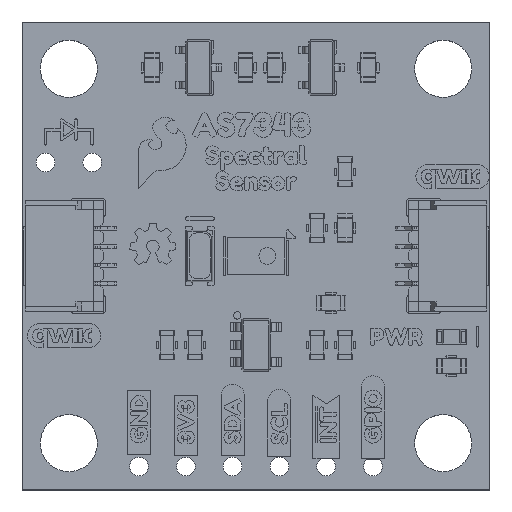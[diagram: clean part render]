
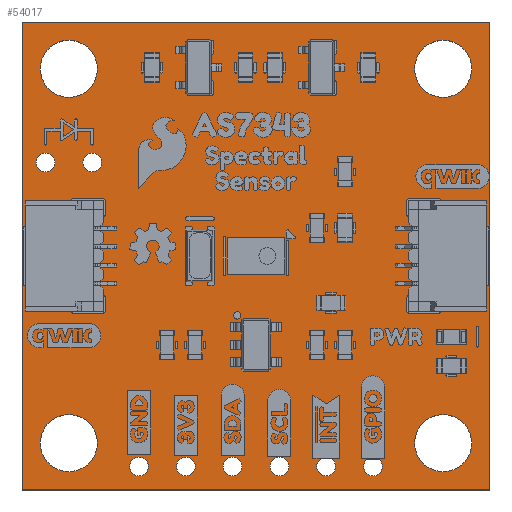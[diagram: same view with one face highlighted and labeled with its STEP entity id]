
A CAD part, top view. The second image highlights one B-rep face of the part: STEP entity #54017.
In plain terms, the highlighted planar face has unit normal (0, 0, 1).
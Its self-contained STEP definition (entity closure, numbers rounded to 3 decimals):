
#54017 = ADVANCED_FACE('',(#54018,#54052,#54063,#54074,#54085,#54096,
    #54107,#54118,#54129,#54140,#54151,#54162,#54173),#54184,.T.);
#54018 = FACE_BOUND('',#54019,.F.);
#54019 = EDGE_LOOP('',(#54020,#54030,#54038,#54046));
#54020 = ORIENTED_EDGE('',*,*,#54021,.T.);
#54021 = EDGE_CURVE('',#54022,#54024,#54026,.T.);
#54022 = VERTEX_POINT('',#54023);
#54023 = CARTESIAN_POINT('',(-12.7,-12.7,1.56));
#54024 = VERTEX_POINT('',#54025);
#54025 = CARTESIAN_POINT('',(-12.7,12.7,1.56));
#54026 = LINE('',#54027,#54028);
#54027 = CARTESIAN_POINT('',(-12.7,-12.7,1.56));
#54028 = VECTOR('',#54029,1.);
#54029 = DIRECTION('',(0.,1.,0.));
#54030 = ORIENTED_EDGE('',*,*,#54031,.T.);
#54031 = EDGE_CURVE('',#54024,#54032,#54034,.T.);
#54032 = VERTEX_POINT('',#54033);
#54033 = CARTESIAN_POINT('',(12.7,12.7,1.56));
#54034 = LINE('',#54035,#54036);
#54035 = CARTESIAN_POINT('',(-12.7,12.7,1.56));
#54036 = VECTOR('',#54037,1.);
#54037 = DIRECTION('',(1.,0.,0.));
#54038 = ORIENTED_EDGE('',*,*,#54039,.T.);
#54039 = EDGE_CURVE('',#54032,#54040,#54042,.T.);
#54040 = VERTEX_POINT('',#54041);
#54041 = CARTESIAN_POINT('',(12.7,-12.7,1.56));
#54042 = LINE('',#54043,#54044);
#54043 = CARTESIAN_POINT('',(12.7,12.7,1.56));
#54044 = VECTOR('',#54045,1.);
#54045 = DIRECTION('',(0.,-1.,0.));
#54046 = ORIENTED_EDGE('',*,*,#54047,.T.);
#54047 = EDGE_CURVE('',#54040,#54022,#54048,.T.);
#54048 = LINE('',#54049,#54050);
#54049 = CARTESIAN_POINT('',(12.7,-12.7,1.56));
#54050 = VECTOR('',#54051,1.);
#54051 = DIRECTION('',(-1.,0.,0.));
#54052 = FACE_BOUND('',#54053,.F.);
#54053 = EDGE_LOOP('',(#54054));
#54054 = ORIENTED_EDGE('',*,*,#54055,.T.);
#54055 = EDGE_CURVE('',#54056,#54056,#54058,.T.);
#54056 = VERTEX_POINT('',#54057);
#54057 = CARTESIAN_POINT('',(-5.842,-11.43,1.56));
#54058 = CIRCLE('',#54059,0.508);
#54059 = AXIS2_PLACEMENT_3D('',#54060,#54061,#54062);
#54060 = CARTESIAN_POINT('',(-6.35,-11.43,1.56));
#54061 = DIRECTION('',(0.,0.,1.));
#54062 = DIRECTION('',(1.,0.,-0.));
#54063 = FACE_BOUND('',#54064,.F.);
#54064 = EDGE_LOOP('',(#54065));
#54065 = ORIENTED_EDGE('',*,*,#54066,.T.);
#54066 = EDGE_CURVE('',#54067,#54067,#54069,.T.);
#54067 = VERTEX_POINT('',#54068);
#54068 = CARTESIAN_POINT('',(-3.302,-11.43,1.56));
#54069 = CIRCLE('',#54070,0.508);
#54070 = AXIS2_PLACEMENT_3D('',#54071,#54072,#54073);
#54071 = CARTESIAN_POINT('',(-3.81,-11.43,1.56));
#54072 = DIRECTION('',(0.,0.,1.));
#54073 = DIRECTION('',(1.,0.,-0.));
#54074 = FACE_BOUND('',#54075,.F.);
#54075 = EDGE_LOOP('',(#54076));
#54076 = ORIENTED_EDGE('',*,*,#54077,.T.);
#54077 = EDGE_CURVE('',#54078,#54078,#54080,.T.);
#54078 = VERTEX_POINT('',#54079);
#54079 = CARTESIAN_POINT('',(-0.762,-11.43,1.56));
#54080 = CIRCLE('',#54081,0.508);
#54081 = AXIS2_PLACEMENT_3D('',#54082,#54083,#54084);
#54082 = CARTESIAN_POINT('',(-1.27,-11.43,1.56));
#54083 = DIRECTION('',(0.,0.,1.));
#54084 = DIRECTION('',(1.,0.,-0.));
#54085 = FACE_BOUND('',#54086,.F.);
#54086 = EDGE_LOOP('',(#54087));
#54087 = ORIENTED_EDGE('',*,*,#54088,.T.);
#54088 = EDGE_CURVE('',#54089,#54089,#54091,.T.);
#54089 = VERTEX_POINT('',#54090);
#54090 = CARTESIAN_POINT('',(1.778,-11.43,1.56));
#54091 = CIRCLE('',#54092,0.508);
#54092 = AXIS2_PLACEMENT_3D('',#54093,#54094,#54095);
#54093 = CARTESIAN_POINT('',(1.27,-11.43,1.56));
#54094 = DIRECTION('',(0.,0.,1.));
#54095 = DIRECTION('',(1.,0.,-0.));
#54096 = FACE_BOUND('',#54097,.F.);
#54097 = EDGE_LOOP('',(#54098));
#54098 = ORIENTED_EDGE('',*,*,#54099,.T.);
#54099 = EDGE_CURVE('',#54100,#54100,#54102,.T.);
#54100 = VERTEX_POINT('',#54101);
#54101 = CARTESIAN_POINT('',(4.318,-11.43,1.56));
#54102 = CIRCLE('',#54103,0.508);
#54103 = AXIS2_PLACEMENT_3D('',#54104,#54105,#54106);
#54104 = CARTESIAN_POINT('',(3.81,-11.43,1.56));
#54105 = DIRECTION('',(0.,0.,1.));
#54106 = DIRECTION('',(1.,0.,-0.));
#54107 = FACE_BOUND('',#54108,.F.);
#54108 = EDGE_LOOP('',(#54109));
#54109 = ORIENTED_EDGE('',*,*,#54110,.T.);
#54110 = EDGE_CURVE('',#54111,#54111,#54113,.T.);
#54111 = VERTEX_POINT('',#54112);
#54112 = CARTESIAN_POINT('',(6.858,-11.43,1.56));
#54113 = CIRCLE('',#54114,0.508);
#54114 = AXIS2_PLACEMENT_3D('',#54115,#54116,#54117);
#54115 = CARTESIAN_POINT('',(6.35,-11.43,1.56));
#54116 = DIRECTION('',(0.,0.,1.));
#54117 = DIRECTION('',(1.,0.,-0.));
#54118 = FACE_BOUND('',#54119,.F.);
#54119 = EDGE_LOOP('',(#54120));
#54120 = ORIENTED_EDGE('',*,*,#54121,.T.);
#54121 = EDGE_CURVE('',#54122,#54122,#54124,.T.);
#54122 = VERTEX_POINT('',#54123);
#54123 = CARTESIAN_POINT('',(-8.61,-10.16,1.56));
#54124 = CIRCLE('',#54125,1.55);
#54125 = AXIS2_PLACEMENT_3D('',#54126,#54127,#54128);
#54126 = CARTESIAN_POINT('',(-10.16,-10.16,1.56));
#54127 = DIRECTION('',(0.,0.,1.));
#54128 = DIRECTION('',(1.,0.,-0.));
#54129 = FACE_BOUND('',#54130,.F.);
#54130 = EDGE_LOOP('',(#54131));
#54131 = ORIENTED_EDGE('',*,*,#54132,.T.);
#54132 = EDGE_CURVE('',#54133,#54133,#54135,.T.);
#54133 = VERTEX_POINT('',#54134);
#54134 = CARTESIAN_POINT('',(11.71,-10.16,1.56));
#54135 = CIRCLE('',#54136,1.55);
#54136 = AXIS2_PLACEMENT_3D('',#54137,#54138,#54139);
#54137 = CARTESIAN_POINT('',(10.16,-10.16,1.56));
#54138 = DIRECTION('',(0.,0.,1.));
#54139 = DIRECTION('',(1.,0.,-0.));
#54140 = FACE_BOUND('',#54141,.F.);
#54141 = EDGE_LOOP('',(#54142));
#54142 = ORIENTED_EDGE('',*,*,#54143,.T.);
#54143 = EDGE_CURVE('',#54144,#54144,#54146,.T.);
#54144 = VERTEX_POINT('',#54145);
#54145 = CARTESIAN_POINT('',(-10.922,5.08,1.56));
#54146 = CIRCLE('',#54147,0.508);
#54147 = AXIS2_PLACEMENT_3D('',#54148,#54149,#54150);
#54148 = CARTESIAN_POINT('',(-11.43,5.08,1.56));
#54149 = DIRECTION('',(0.,0.,1.));
#54150 = DIRECTION('',(1.,0.,-0.));
#54151 = FACE_BOUND('',#54152,.F.);
#54152 = EDGE_LOOP('',(#54153));
#54153 = ORIENTED_EDGE('',*,*,#54154,.T.);
#54154 = EDGE_CURVE('',#54155,#54155,#54157,.T.);
#54155 = VERTEX_POINT('',#54156);
#54156 = CARTESIAN_POINT('',(-8.382,5.08,1.56));
#54157 = CIRCLE('',#54158,0.508);
#54158 = AXIS2_PLACEMENT_3D('',#54159,#54160,#54161);
#54159 = CARTESIAN_POINT('',(-8.89,5.08,1.56));
#54160 = DIRECTION('',(0.,0.,1.));
#54161 = DIRECTION('',(1.,0.,-0.));
#54162 = FACE_BOUND('',#54163,.F.);
#54163 = EDGE_LOOP('',(#54164));
#54164 = ORIENTED_EDGE('',*,*,#54165,.T.);
#54165 = EDGE_CURVE('',#54166,#54166,#54168,.T.);
#54166 = VERTEX_POINT('',#54167);
#54167 = CARTESIAN_POINT('',(-8.61,10.16,1.56));
#54168 = CIRCLE('',#54169,1.55);
#54169 = AXIS2_PLACEMENT_3D('',#54170,#54171,#54172);
#54170 = CARTESIAN_POINT('',(-10.16,10.16,1.56));
#54171 = DIRECTION('',(0.,0.,1.));
#54172 = DIRECTION('',(1.,0.,-0.));
#54173 = FACE_BOUND('',#54174,.F.);
#54174 = EDGE_LOOP('',(#54175));
#54175 = ORIENTED_EDGE('',*,*,#54176,.T.);
#54176 = EDGE_CURVE('',#54177,#54177,#54179,.T.);
#54177 = VERTEX_POINT('',#54178);
#54178 = CARTESIAN_POINT('',(11.71,10.16,1.56));
#54179 = CIRCLE('',#54180,1.55);
#54180 = AXIS2_PLACEMENT_3D('',#54181,#54182,#54183);
#54181 = CARTESIAN_POINT('',(10.16,10.16,1.56));
#54182 = DIRECTION('',(0.,0.,1.));
#54183 = DIRECTION('',(1.,0.,-0.));
#54184 = PLANE('',#54185);
#54185 = AXIS2_PLACEMENT_3D('',#54186,#54187,#54188);
#54186 = CARTESIAN_POINT('',(0.,0.,1.56));
#54187 = DIRECTION('',(0.,0.,1.));
#54188 = DIRECTION('',(1.,0.,-0.));
